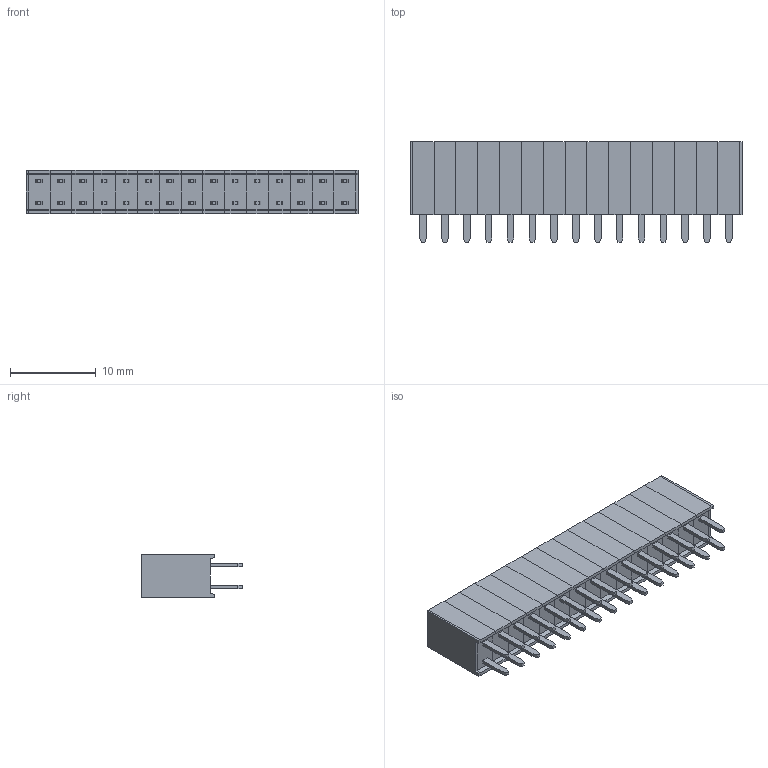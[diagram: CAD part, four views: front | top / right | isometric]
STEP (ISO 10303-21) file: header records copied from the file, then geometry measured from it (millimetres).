
FILE_DESCRIPTION (( 'STEP AP214' ), '1' );
FILE_NAME ('NPPC152LFBN-RC.STEP', '2024-10-30T11:30:00', ( '' ), ( '' ), 'SwSTEP 2.0', 'SolidWorks 2021', '' );
FILE_SCHEMA (( 'AUTOMOTIVE_DESIGN' ));
Length unit declared in the file: millimetre
Products named in the file (3): Pin - Gold; NPPC202LFBN-RC_C15; NPPC152LFBN-RC
Assembly tree (16 placements, depth 2):
  NPPC152LFBN-RC
    NPPC202LFBN-RC_C15
    Pin - Gold  x15
Bounding box: 38.61 x 11.71 x 5.08 mm (x, y, z)
Volume: 1585.5 mm3; surface area: 2848.2 mm2
Topology: 47 solids, 47 shells, 680 faces, 1548 edges, 992 vertices
Faces by surface type: plane 680
Entity records: 12783 total; most frequent: CARTESIAN_POINT 2175, ORIENTED_EDGE 2088, DIRECTION 1994, VECTOR 1044, LINE 1044, EDGE_CURVE 1044, VERTEX_POINT 656, EDGE_LOOP 486
